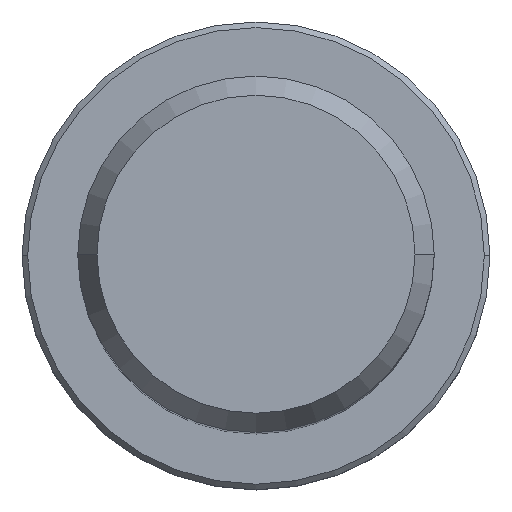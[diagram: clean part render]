
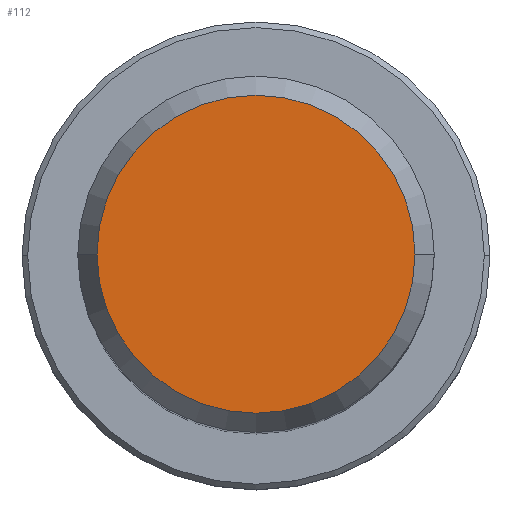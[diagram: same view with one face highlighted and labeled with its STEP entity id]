
A CAD part, top view. The second image highlights one B-rep face of the part: STEP entity #112.
In plain terms, the highlighted planar face has unit normal (0, 0, 1).
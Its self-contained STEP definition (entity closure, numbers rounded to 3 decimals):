
#40=PLANE('',#913);
#112=ADVANCED_FACE('',(#172),#40,.F.);
#172=FACE_OUTER_BOUND('',#220,.T.);
#220=EDGE_LOOP('',(#346,#347));
#346=ORIENTED_EDGE('',*,*,#540,.F.);
#347=ORIENTED_EDGE('',*,*,#541,.T.);
#464=VERTEX_POINT('',#1533);
#465=VERTEX_POINT('',#1534);
#540=EDGE_CURVE('',#464,#465,#639,.T.);
#541=EDGE_CURVE('',#464,#465,#640,.T.);
#639=CIRCLE('',#911,8.497);
#640=CIRCLE('',#912,8.497);
#911=AXIS2_PLACEMENT_3D('',#1532,#1122,#1123);
#912=AXIS2_PLACEMENT_3D('',#1535,#1124,#1125);
#913=AXIS2_PLACEMENT_3D('',#1536,#1126,#1127);
#1122=DIRECTION('',(0.,0.,-1.));
#1123=DIRECTION('',(1.,0.,0.));
#1124=DIRECTION('',(0.,0.,1.));
#1125=DIRECTION('',(1.,0.,0.));
#1126=DIRECTION('',(0.,0.,-1.));
#1127=DIRECTION('',(-1.,0.,0.));
#1532=CARTESIAN_POINT('',(0.,0.,50.8));
#1533=CARTESIAN_POINT('',(8.497,0.,50.8));
#1534=CARTESIAN_POINT('',(-8.497,0.,50.8));
#1535=CARTESIAN_POINT('',(0.,0.,50.8));
#1536=CARTESIAN_POINT('',(0.,0.,50.8));
